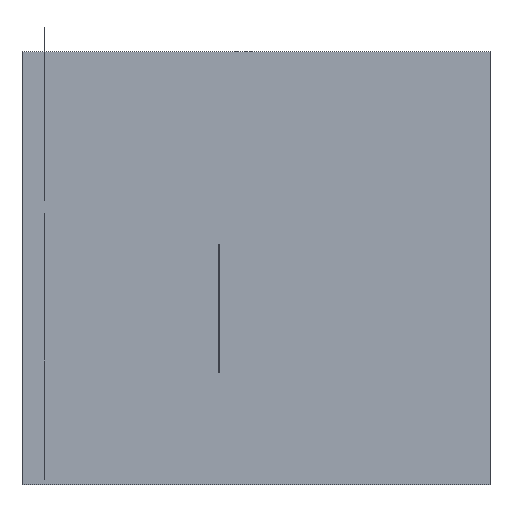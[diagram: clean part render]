
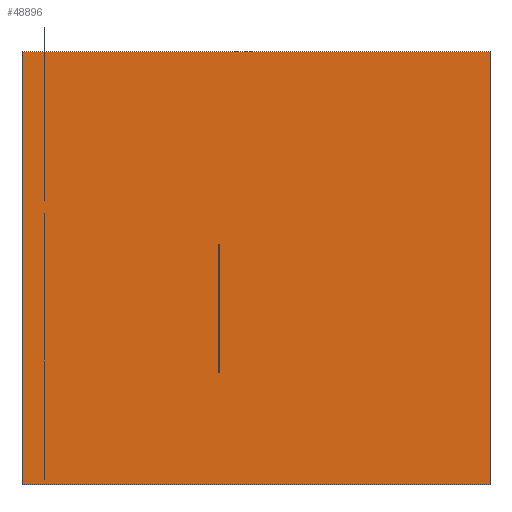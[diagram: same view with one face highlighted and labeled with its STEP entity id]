
A CAD part, left-side view. The second image highlights one B-rep face of the part: STEP entity #48896.
In plain terms, the highlighted free-form (B-spline) face has degree [1, 1] with [2, 2] control points.
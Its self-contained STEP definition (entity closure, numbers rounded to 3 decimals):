
#48896 = ADVANCED_FACE('',(#48897),#48927,.T.);
#48897 = FACE_BOUND('',#48898,.T.);
#48898 = EDGE_LOOP('',(#48899,#48908,#48915,#48922));
#48899 = ORIENTED_EDGE('',*,*,#48900,.T.);
#48900 = EDGE_CURVE('',#48901,#48903,#48905,.T.);
#48901 = VERTEX_POINT('',#48902);
#48902 = CARTESIAN_POINT('',(-37.976,-372.378,
    286.231));
#48903 = VERTEX_POINT('',#48904);
#48904 = CARTESIAN_POINT('',(-37.976,246.295,
    286.231));
#48905 = B_SPLINE_CURVE_WITH_KNOTS('',1,(#48906,#48907),.UNSPECIFIED.,
  .F.,.F.,(2,2),(0.,612.418),.PIECEWISE_BEZIER_KNOTS.);
#48906 = CARTESIAN_POINT('',(-37.976,-372.378,
    286.231));
#48907 = CARTESIAN_POINT('',(-37.976,246.295,
    286.231));
#48908 = ORIENTED_EDGE('',*,*,#48909,.T.);
#48909 = EDGE_CURVE('',#48903,#48910,#48912,.T.);
#48910 = VERTEX_POINT('',#48911);
#48911 = CARTESIAN_POINT('',(-37.976,246.295,
    -286.231));
#48912 = B_SPLINE_CURVE_WITH_KNOTS('',1,(#48913,#48914),.UNSPECIFIED.,
  .F.,.F.,(2,2),(0.,566.674),.PIECEWISE_BEZIER_KNOTS.);
#48913 = CARTESIAN_POINT('',(-37.976,246.295,
    286.231));
#48914 = CARTESIAN_POINT('',(-37.976,246.295,
    -286.231));
#48915 = ORIENTED_EDGE('',*,*,#48916,.T.);
#48916 = EDGE_CURVE('',#48910,#48917,#48919,.T.);
#48917 = VERTEX_POINT('',#48918);
#48918 = CARTESIAN_POINT('',(-37.976,-372.378,
    -286.231));
#48919 = B_SPLINE_CURVE_WITH_KNOTS('',1,(#48920,#48921),.UNSPECIFIED.,
  .F.,.F.,(2,2),(0.,612.418),.PIECEWISE_BEZIER_KNOTS.);
#48920 = CARTESIAN_POINT('',(-37.976,246.295,
    -286.231));
#48921 = CARTESIAN_POINT('',(-37.976,-372.378,
    -286.231));
#48922 = ORIENTED_EDGE('',*,*,#48923,.T.);
#48923 = EDGE_CURVE('',#48917,#48901,#48924,.T.);
#48924 = B_SPLINE_CURVE_WITH_KNOTS('',1,(#48925,#48926),.UNSPECIFIED.,
  .F.,.F.,(2,2),(0.,566.674),.PIECEWISE_BEZIER_KNOTS.);
#48925 = CARTESIAN_POINT('',(-37.976,-372.378,
    -286.231));
#48926 = CARTESIAN_POINT('',(-37.976,-372.378,
    286.231));
#48927 = B_SPLINE_SURFACE_WITH_KNOTS('',1,1,(
    (#48928,#48929)
    ,(#48930,#48931
    )),.UNSPECIFIED.,.F.,.F.,.F.,(2,2),(2,2),(0.,1.),(0.,1.),
  .PIECEWISE_BEZIER_KNOTS.);
#48928 = CARTESIAN_POINT('',(-37.976,246.295,
    -286.231));
#48929 = CARTESIAN_POINT('',(-37.976,246.295,
    286.231));
#48930 = CARTESIAN_POINT('',(-37.976,-372.378,
    -286.231));
#48931 = CARTESIAN_POINT('',(-37.976,-372.378,
    286.231));
